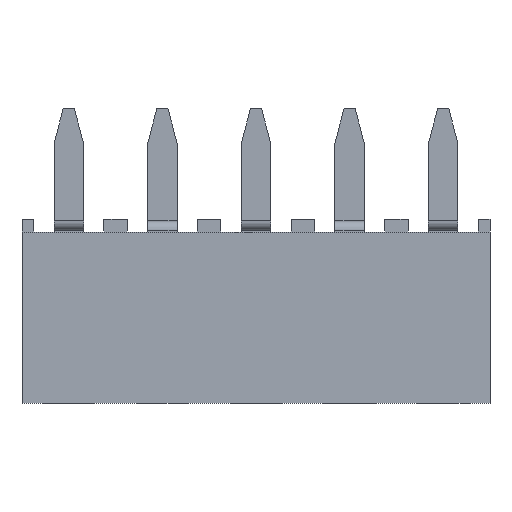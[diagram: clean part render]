
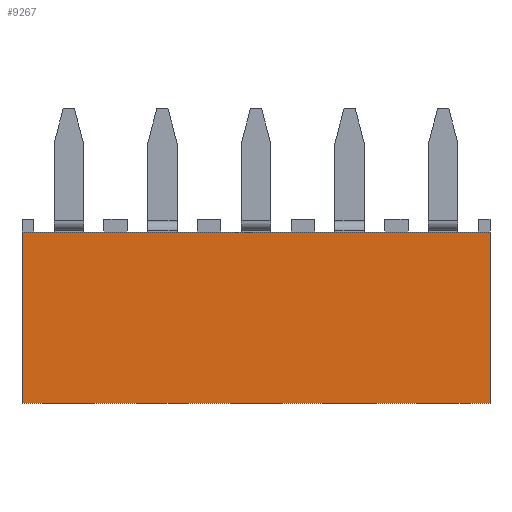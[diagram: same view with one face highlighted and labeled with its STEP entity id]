
A CAD part, front view. The second image highlights one B-rep face of the part: STEP entity #9267.
In plain terms, the highlighted planar face has unit normal (0, -1, 0).
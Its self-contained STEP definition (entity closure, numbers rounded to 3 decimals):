
#781=FACE_OUTER_BOUND('',#1246,.T.);
#1246=EDGE_LOOP('',(#8101,#8102,#8103,#8104));
#2310=LINE('',#15340,#3304);
#2371=LINE('',#15454,#3365);
#2395=LINE('',#15500,#3389);
#2396=LINE('',#15501,#3390);
#3304=VECTOR('',#12385,1.);
#3365=VECTOR('',#12462,1.);
#3389=VECTOR('',#12490,1.);
#3390=VECTOR('',#12491,1.);
#4307=VERTEX_POINT('',#15336);
#4309=VERTEX_POINT('',#15339);
#4353=VERTEX_POINT('',#15451);
#4354=VERTEX_POINT('',#15453);
#5594=EDGE_CURVE('',#4309,#4307,#2310,.T.);
#5655=EDGE_CURVE('',#4354,#4353,#2371,.T.);
#5679=EDGE_CURVE('',#4307,#4354,#2395,.T.);
#5680=EDGE_CURVE('',#4353,#4309,#2396,.T.);
#8101=ORIENTED_EDGE('',*,*,#5594,.T.);
#8102=ORIENTED_EDGE('',*,*,#5679,.T.);
#8103=ORIENTED_EDGE('',*,*,#5655,.T.);
#8104=ORIENTED_EDGE('',*,*,#5680,.T.);
#8807=PLANE('',#10100);
#9267=ADVANCED_FACE('',(#781),#8807,.T.);
#10100=AXIS2_PLACEMENT_3D('',#15499,#12488,#12489);
#12385=DIRECTION('',(-1.,0.,0.));
#12462=DIRECTION('',(1.,0.,0.));
#12488=DIRECTION('center_axis',(0.,-1.,0.));
#12489=DIRECTION('ref_axis',(0.,0.,-1.));
#12490=DIRECTION('',(0.,0.,-1.));
#12491=DIRECTION('',(0.,0.,1.));
#15336=CARTESIAN_POINT('',(-2.54,0.,4.65));
#15339=CARTESIAN_POINT('',(10.16,0.,4.65));
#15340=CARTESIAN_POINT('',(2.22,0.,4.65));
#15451=CARTESIAN_POINT('',(10.16,0.,0.));
#15453=CARTESIAN_POINT('',(-2.54,0.,0.));
#15454=CARTESIAN_POINT('',(0.,0.,0.));
#15499=CARTESIAN_POINT('Origin',(0.,0.,0.));
#15500=CARTESIAN_POINT('',(-2.54,0.,5.));
#15501=CARTESIAN_POINT('',(10.16,0.,5.));
